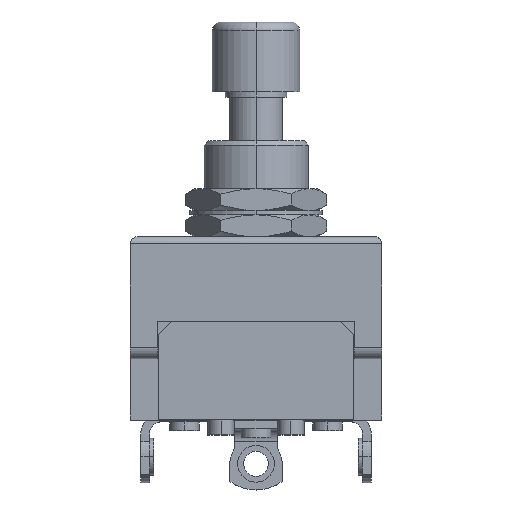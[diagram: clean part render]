
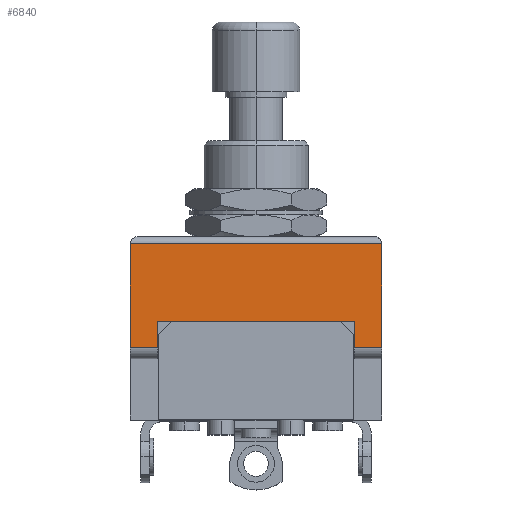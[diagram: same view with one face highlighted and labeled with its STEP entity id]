
A CAD part, top view. The second image highlights one B-rep face of the part: STEP entity #6840.
In plain terms, the highlighted planar face has unit normal (0, 0, 1).
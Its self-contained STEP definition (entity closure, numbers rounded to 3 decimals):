
#78 = LINE ( 'NONE', #1908, #4659 ) ;
#81 = VERTEX_POINT ( 'NONE', #7688 ) ;
#342 = EDGE_LOOP ( 'NONE', ( #7022, #4155, #5577, #1310, #6286, #2995, #3645, #2249 ) ) ;
#447 = EDGE_CURVE ( 'NONE', #450, #2044, #6930, .T. ) ;
#450 = VERTEX_POINT ( 'NONE', #6659 ) ;
#663 = CARTESIAN_POINT ( 'NONE',  ( -14.4, 0., 7.9 ) ) ;
#807 = VERTEX_POINT ( 'NONE', #5146 ) ;
#935 = AXIS2_PLACEMENT_3D ( 'NONE', #4350, #7361, #3710 ) ;
#959 = CARTESIAN_POINT ( 'NONE',  ( -14.4, 0.8, 7.9 ) ) ;
#1134 = LINE ( 'NONE', #4105, #6589 ) ;
#1296 = DIRECTION ( 'NONE',  ( 1., 0., 0. ) ) ;
#1310 = ORIENTED_EDGE ( 'NONE', *, *, #7761, .F. ) ;
#1488 = VECTOR ( 'NONE', #6056, 1000. ) ;
#1677 = VECTOR ( 'NONE', #1874, 1000. ) ;
#1710 = VECTOR ( 'NONE', #7000, 1000. ) ;
#1874 = DIRECTION ( 'NONE',  ( 1., 0., 0. ) ) ;
#1908 = CARTESIAN_POINT ( 'NONE',  ( 0., -8.9, 7.9 ) ) ;
#2044 = VERTEX_POINT ( 'NONE', #5079 ) ;
#2065 = LINE ( 'NONE', #4286, #1677 ) ;
#2249 = ORIENTED_EDGE ( 'NONE', *, *, #7850, .T. ) ;
#2286 = CARTESIAN_POINT ( 'NONE',  ( -11.23, -11.9, 7.9 ) ) ;
#2457 = EDGE_CURVE ( 'NONE', #7190, #7274, #5433, .T. ) ;
#2869 = DIRECTION ( 'NONE',  ( 0., -1., 0. ) ) ;
#2995 = ORIENTED_EDGE ( 'NONE', *, *, #6773, .T. ) ;
#3310 = CARTESIAN_POINT ( 'NONE',  ( 14.4, 0., 7.9 ) ) ;
#3645 = ORIENTED_EDGE ( 'NONE', *, *, #2457, .T. ) ;
#3710 = DIRECTION ( 'NONE',  ( 1., 0., 0. ) ) ;
#3823 = CARTESIAN_POINT ( 'NONE',  ( 0., 0., 7.9 ) ) ;
#4105 = CARTESIAN_POINT ( 'NONE',  ( 14.4, 0.8, 7.9 ) ) ;
#4109 = CARTESIAN_POINT ( 'NONE',  ( -11.23, -11.9, 7.9 ) ) ;
#4155 = ORIENTED_EDGE ( 'NONE', *, *, #6034, .T. ) ;
#4188 = EDGE_CURVE ( 'NONE', #7346, #807, #6401, .T. ) ;
#4259 = DIRECTION ( 'NONE',  ( -1., 0., 0. ) ) ;
#4286 = CARTESIAN_POINT ( 'NONE',  ( 11.23, -11.9, 7.9 ) ) ;
#4350 = CARTESIAN_POINT ( 'NONE',  ( 0., 0., 7.9 ) ) ;
#4457 = LINE ( 'NONE', #3823, #5136 ) ;
#4659 = VECTOR ( 'NONE', #1296, 1000. ) ;
#4736 = VECTOR ( 'NONE', #7795, 1000. ) ;
#4871 = CARTESIAN_POINT ( 'NONE',  ( 11.23, -11.9, 7.9 ) ) ;
#4935 = VERTEX_POINT ( 'NONE', #3310 ) ;
#4959 = VECTOR ( 'NONE', #6715, 1000. ) ;
#5079 = CARTESIAN_POINT ( 'NONE',  ( -11.23, -11.9, 7.9 ) ) ;
#5136 = VECTOR ( 'NONE', #4259, 1000. ) ;
#5146 = CARTESIAN_POINT ( 'NONE',  ( -14.4, -11.9, 7.9 ) ) ;
#5180 = EDGE_CURVE ( 'NONE', #4935, #81, #1134, .T. ) ;
#5358 = CARTESIAN_POINT ( 'NONE',  ( 11.23, -8.9, 7.9 ) ) ;
#5433 = LINE ( 'NONE', #4871, #4959 ) ;
#5577 = ORIENTED_EDGE ( 'NONE', *, *, #4188, .T. ) ;
#6034 = EDGE_CURVE ( 'NONE', #4935, #7346, #4457, .T. ) ;
#6056 = DIRECTION ( 'NONE',  ( 0., -1., 0. ) ) ;
#6156 = PLANE ( 'NONE',  #935 ) ;
#6286 = ORIENTED_EDGE ( 'NONE', *, *, #447, .F. ) ;
#6374 = LINE ( 'NONE', #2286, #4736 ) ;
#6401 = LINE ( 'NONE', #959, #1710 ) ;
#6479 = FACE_OUTER_BOUND ( 'NONE', #342, .T. ) ;
#6571 = CARTESIAN_POINT ( 'NONE',  ( 11.23, -11.9, 7.9 ) ) ;
#6589 = VECTOR ( 'NONE', #2869, 1000. ) ;
#6659 = CARTESIAN_POINT ( 'NONE',  ( -11.23, -8.9, 7.9 ) ) ;
#6715 = DIRECTION ( 'NONE',  ( 0., -1., 0. ) ) ;
#6773 = EDGE_CURVE ( 'NONE', #450, #7190, #78, .T. ) ;
#6840 = ADVANCED_FACE ( 'NONE', ( #6479 ), #6156, .T. ) ;
#6930 = LINE ( 'NONE', #4109, #1488 ) ;
#7000 = DIRECTION ( 'NONE',  ( 0., -1., 0. ) ) ;
#7022 = ORIENTED_EDGE ( 'NONE', *, *, #5180, .F. ) ;
#7190 = VERTEX_POINT ( 'NONE', #5358 ) ;
#7274 = VERTEX_POINT ( 'NONE', #6571 ) ;
#7346 = VERTEX_POINT ( 'NONE', #663 ) ;
#7361 = DIRECTION ( 'NONE',  ( 0., 0., 1. ) ) ;
#7688 = CARTESIAN_POINT ( 'NONE',  ( 14.4, -11.9, 7.9 ) ) ;
#7761 = EDGE_CURVE ( 'NONE', #2044, #807, #6374, .T. ) ;
#7795 = DIRECTION ( 'NONE',  ( -1., 0., 0. ) ) ;
#7850 = EDGE_CURVE ( 'NONE', #7274, #81, #2065, .T. ) ;
